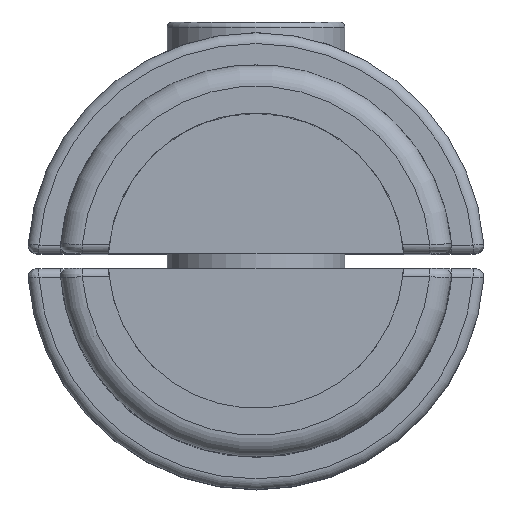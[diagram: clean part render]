
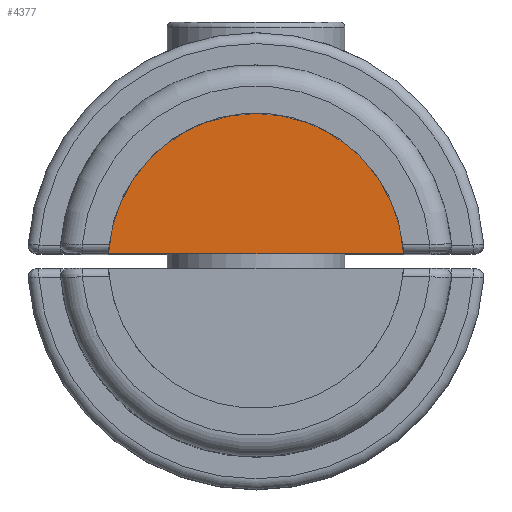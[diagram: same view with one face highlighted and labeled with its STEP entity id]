
A CAD part, top view. The second image highlights one B-rep face of the part: STEP entity #4377.
In plain terms, the highlighted planar face has unit normal (0, 0, 1).
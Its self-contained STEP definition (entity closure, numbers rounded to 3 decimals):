
#27 = VERTEX_POINT ( 'NONE', #1360 ) ;
#271 = AXIS2_PLACEMENT_3D ( 'NONE', #2297, #561, #7850 ) ;
#480 = VECTOR ( 'NONE', #6268, 1000. ) ;
#561 = DIRECTION ( 'NONE',  ( 0., 0., 1. ) ) ;
#591 = ORIENTED_EDGE ( 'NONE', *, *, #10694, .T. ) ;
#1301 = VERTEX_POINT ( 'NONE', #10094 ) ;
#1360 = CARTESIAN_POINT ( 'NONE',  ( -13.682, 0., 10. ) ) ;
#2297 = CARTESIAN_POINT ( 'NONE',  ( 0., -0.7, 10. ) ) ;
#2303 = CARTESIAN_POINT ( 'NONE',  ( 0., -0.7, 10. ) ) ;
#3511 = CARTESIAN_POINT ( 'NONE',  ( -21.188, 0., 10. ) ) ;
#4377 = ADVANCED_FACE ( 'NONE', ( #7638 ), #9697, .T. ) ;
#4441 = EDGE_LOOP ( 'NONE', ( #11031, #591 ) ) ;
#5001 = EDGE_CURVE ( 'NONE', #27, #1301, #10675, .T. ) ;
#6268 = DIRECTION ( 'NONE',  ( 1., 0., 0. ) ) ;
#7638 = FACE_OUTER_BOUND ( 'NONE', #4441, .T. ) ;
#7850 = DIRECTION ( 'NONE',  ( 1., 0., 0. ) ) ;
#8576 = DIRECTION ( 'NONE',  ( 1., 0., 0. ) ) ;
#9656 = AXIS2_PLACEMENT_3D ( 'NONE', #2303, #11418, #8576 ) ;
#9697 = PLANE ( 'NONE',  #271 ) ;
#10066 = LINE ( 'NONE', #3511, #480 ) ;
#10094 = CARTESIAN_POINT ( 'NONE',  ( 13.682, 0., 10. ) ) ;
#10675 = CIRCLE ( 'NONE', #9656, 13.7 ) ;
#10694 = EDGE_CURVE ( 'NONE', #27, #1301, #10066, .T. ) ;
#11031 = ORIENTED_EDGE ( 'NONE', *, *, #5001, .F. ) ;
#11418 = DIRECTION ( 'NONE',  ( 0., 0., -1. ) ) ;
